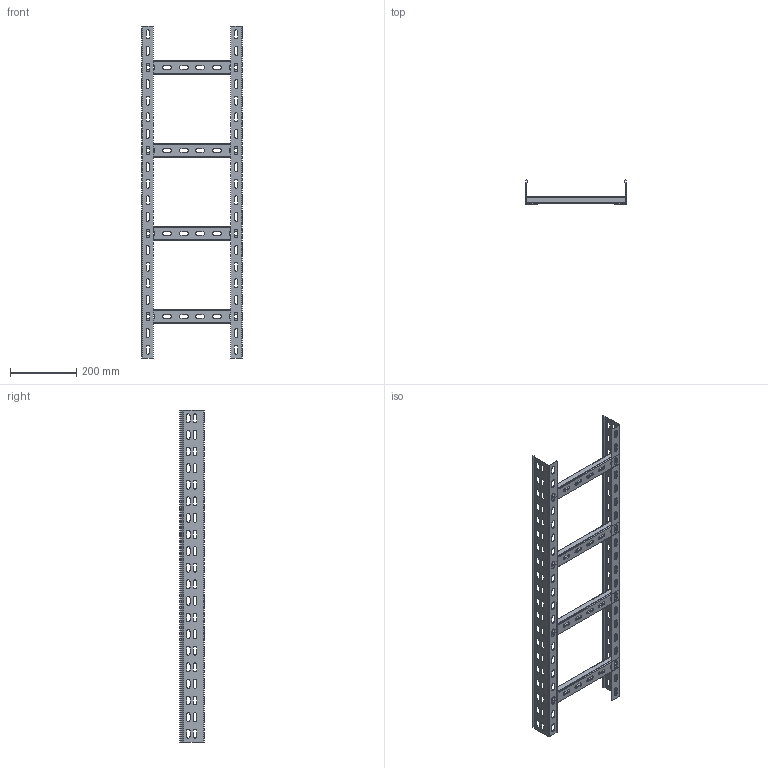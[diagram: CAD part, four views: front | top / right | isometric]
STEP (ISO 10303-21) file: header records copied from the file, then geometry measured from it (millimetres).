
FILE_DESCRIPTION (( 'STEP AP203' ), '1' );
FILE_NAME ('Ëîòîê 1000õ50õ300.STEP', '2025-05-20T12:31:41', ( '' ), ( '' ), 'SwSTEP 2.0', 'SolidWorks 2022', '' );
FILE_SCHEMA (( 'CONFIG_CONTROL_DESIGN' ));
Length unit declared in the file: millimetre
Products named in the file (3): С-профиль стальной 300мм; Лоток 1000х50х300; Стенка стальная 50х1000
Assembly tree (6 placements, depth 2):
  Лоток 1000х50х300
    Стенка стальная 50х1000  x2
    С-профиль стальной 300мм  x4
Bounding box: 303 x 72.5 x 1000 mm (x, y, z)
Volume: 517085.7 mm3; surface area: 637897.3 mm2
Topology: 6 solids, 6 shells, 1000 faces, 2724 edges, 1736 vertices
Faces by surface type: plane 504, cylinder 496
Entity records: 14125 total; most frequent: DIRECTION 2450, CARTESIAN_POINT 2341, ORIENTED_EDGE 2328, EDGE_CURVE 1164, AXIS2_PLACEMENT_3D 861, VERTEX_POINT 752, VECTOR 728, LINE 728
